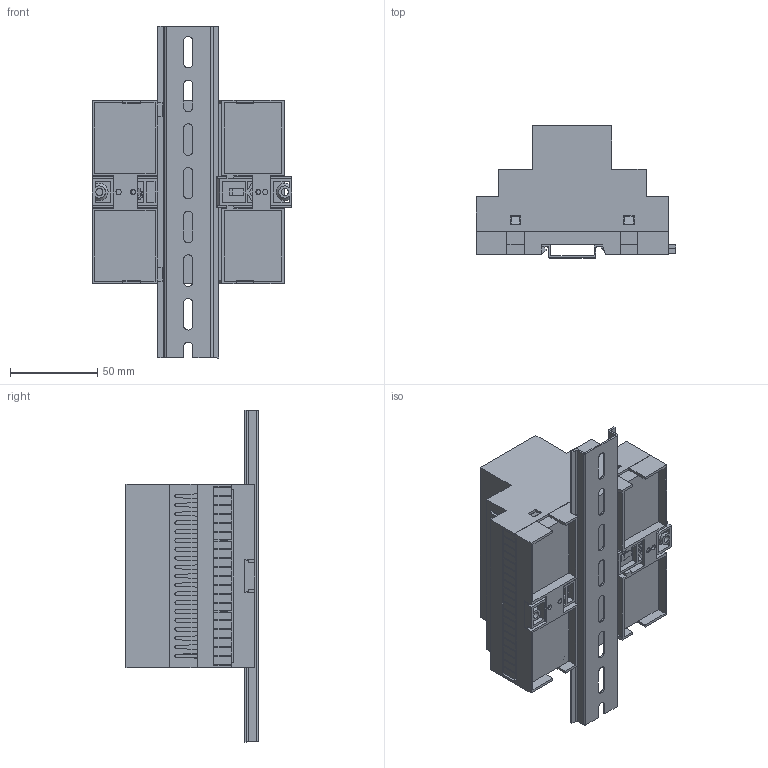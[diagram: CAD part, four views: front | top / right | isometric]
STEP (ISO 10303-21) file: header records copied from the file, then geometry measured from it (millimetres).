
FILE_DESCRIPTION (( 'STEP AP214' ), '1' );
FILE_NAME ('MD-105-02.STEP', '2022-01-24T11:00:37', ( '' ), ( '' ), 'SwSTEP 2.0', 'SolidWorks 2017', '' );
FILE_SCHEMA (( 'AUTOMOTIVE_DESIGN' ));
Length unit declared in the file: millimetre
Products named in the file (23): Horizontal PCB-105; IC-043-Clip-Big-New; TopCover-105; Body-105; MD-105-02; IC-043-Clip-Small; Rail-35-190mm; Euro fixed Terminal-20Way; MD-105-BasePCB; Screw-small; MD-105 Vertical PCB
Assembly tree (12 placements, depth 2):
  TopCover-105
  MD-105-02
    Body-105
    TopCover-105
    IC-043-Clip-Big-New
    IC-043-Clip-Small
    MD-105-BasePCB
    Euro fixed Terminal-20Way  x2
    Horizontal PCB-105
    MD-105 Vertical PCB
    Screw-small  x2
    Rail-35-190mm
  IC-043-Clip-Small
  Rail-35-190mm
  Euro fixed Terminal-20Way
Bounding box: 114.3 x 75.55 x 190 mm (x, y, z)
Volume: 142922.6 mm3; surface area: 187047 mm2
Topology: 12 solids, 12 shells, 2301 faces, 6610 edges, 4338 vertices
Faces by surface type: plane 1725, cylinder 550, cone 20, torus 6
Entity records: 64971 total; most frequent: CARTESIAN_POINT 11428, ORIENTED_EDGE 11342, DIRECTION 10671, EDGE_CURVE 5671, LINE 4491, VECTOR 4491, VERTEX_POINT 3715, AXIS2_PLACEMENT_3D 3090
